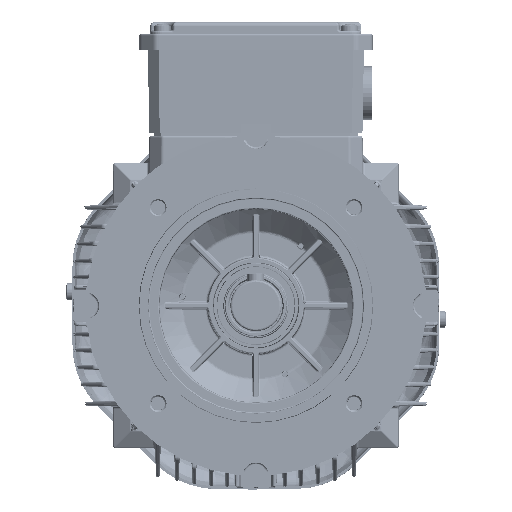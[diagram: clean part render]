
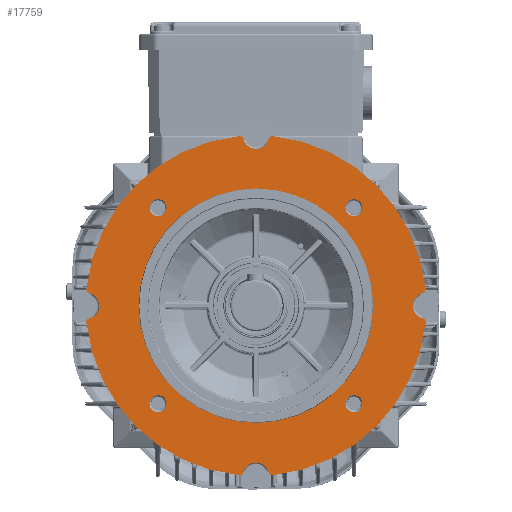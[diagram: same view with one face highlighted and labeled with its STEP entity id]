
A CAD part, left-side view. The second image highlights one B-rep face of the part: STEP entity #17759.
In plain terms, the highlighted planar face has unit normal (-1, 0, 0).
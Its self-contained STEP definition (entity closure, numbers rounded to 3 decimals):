
#17759=ADVANCED_FACE('',(#35073,#35074,#35075,#35076,#35077,#35078),#22774,
 .T.);
#22774=PLANE('',#95739);
#35073=FACE_BOUND('',#35856,.T.);
#35074=FACE_BOUND('',#35857,.T.);
#35075=FACE_BOUND('',#35858,.T.);
#35076=FACE_BOUND('',#35859,.T.);
#35077=FACE_BOUND('',#35860,.T.);
#35078=FACE_BOUND('',#35861,.T.);
#35856=EDGE_LOOP('',(#42384,#42385,#42386,#42387,#42388,#42389,#42390,#42391,
#42392,#42393,#42394,#42395,#42396,#42397,#42398,#42399));
#35857=EDGE_LOOP('',(#42400));
#35858=EDGE_LOOP('',(#42401));
#35859=EDGE_LOOP('',(#42402));
#35860=EDGE_LOOP('',(#42403));
#35861=EDGE_LOOP('',(#42404));
#42384=ORIENTED_EDGE('',*,*,#77718,.T.);
#42385=ORIENTED_EDGE('',*,*,#77719,.F.);
#42386=ORIENTED_EDGE('',*,*,#77720,.F.);
#42387=ORIENTED_EDGE('',*,*,#77721,.F.);
#42388=ORIENTED_EDGE('',*,*,#77722,.T.);
#42389=ORIENTED_EDGE('',*,*,#77723,.F.);
#42390=ORIENTED_EDGE('',*,*,#77724,.F.);
#42391=ORIENTED_EDGE('',*,*,#77725,.F.);
#42392=ORIENTED_EDGE('',*,*,#77726,.T.);
#42393=ORIENTED_EDGE('',*,*,#77727,.F.);
#42394=ORIENTED_EDGE('',*,*,#77728,.F.);
#42395=ORIENTED_EDGE('',*,*,#77729,.F.);
#42396=ORIENTED_EDGE('',*,*,#77730,.T.);
#42397=ORIENTED_EDGE('',*,*,#77731,.F.);
#42398=ORIENTED_EDGE('',*,*,#77732,.F.);
#42399=ORIENTED_EDGE('',*,*,#77733,.F.);
#42400=ORIENTED_EDGE('',*,*,#77734,.F.);
#42401=ORIENTED_EDGE('',*,*,#77735,.T.);
#42402=ORIENTED_EDGE('',*,*,#77736,.T.);
#42403=ORIENTED_EDGE('',*,*,#77737,.T.);
#42404=ORIENTED_EDGE('',*,*,#77738,.T.);
#67278=VERTEX_POINT('',#126319);
#67279=VERTEX_POINT('',#126320);
#67280=VERTEX_POINT('',#126322);
#67281=VERTEX_POINT('',#126324);
#67282=VERTEX_POINT('',#126326);
#67283=VERTEX_POINT('',#126328);
#67284=VERTEX_POINT('',#126330);
#67285=VERTEX_POINT('',#126332);
#67286=VERTEX_POINT('',#126334);
#67287=VERTEX_POINT('',#126336);
#67288=VERTEX_POINT('',#126338);
#67289=VERTEX_POINT('',#126340);
#67290=VERTEX_POINT('',#126342);
#67291=VERTEX_POINT('',#126344);
#67292=VERTEX_POINT('',#126346);
#67293=VERTEX_POINT('',#126348);
#67294=VERTEX_POINT('',#126351);
#67295=VERTEX_POINT('',#126353);
#67296=VERTEX_POINT('',#126355);
#67297=VERTEX_POINT('',#126357);
#67298=VERTEX_POINT('',#126359);
#77718=EDGE_CURVE('',#67278,#67279,#93050,.T.);
#77719=EDGE_CURVE('',#67280,#67279,#93051,.T.);
#77720=EDGE_CURVE('',#67281,#67280,#93052,.T.);
#77721=EDGE_CURVE('',#67282,#67281,#93053,.T.);
#77722=EDGE_CURVE('',#67282,#67283,#93054,.T.);
#77723=EDGE_CURVE('',#67284,#67283,#93055,.T.);
#77724=EDGE_CURVE('',#67285,#67284,#93056,.T.);
#77725=EDGE_CURVE('',#67286,#67285,#93057,.T.);
#77726=EDGE_CURVE('',#67286,#67287,#93058,.T.);
#77727=EDGE_CURVE('',#67288,#67287,#93059,.T.);
#77728=EDGE_CURVE('',#67289,#67288,#93060,.T.);
#77729=EDGE_CURVE('',#67290,#67289,#93061,.T.);
#77730=EDGE_CURVE('',#67290,#67291,#93062,.T.);
#77731=EDGE_CURVE('',#67292,#67291,#93063,.T.);
#77732=EDGE_CURVE('',#67293,#67292,#93064,.T.);
#77733=EDGE_CURVE('',#67278,#67293,#93065,.T.);
#77734=EDGE_CURVE('',#67294,#67294,#93066,.T.);
#77735=EDGE_CURVE('',#67295,#67295,#93067,.T.);
#77736=EDGE_CURVE('',#67296,#67296,#93068,.T.);
#77737=EDGE_CURVE('',#67297,#67297,#93069,.T.);
#77738=EDGE_CURVE('',#67298,#67298,#93070,.T.);
#93050=CIRCLE('',#95718,6.104);
#93051=CIRCLE('',#95719,2.);
#93052=CIRCLE('',#95720,79.899);
#93053=CIRCLE('',#95721,2.);
#93054=CIRCLE('',#95722,6.104);
#93055=CIRCLE('',#95723,2.);
#93056=CIRCLE('',#95724,79.899);
#93057=CIRCLE('',#95725,2.);
#93058=CIRCLE('',#95726,6.104);
#93059=CIRCLE('',#95727,2.);
#93060=CIRCLE('',#95728,79.899);
#93061=CIRCLE('',#95729,2.);
#93062=CIRCLE('',#95730,6.104);
#93063=CIRCLE('',#95731,2.);
#93064=CIRCLE('',#95732,79.899);
#93065=CIRCLE('',#95733,2.);
#93066=CIRCLE('',#95734,55.);
#93067=CIRCLE('',#95735,4.);
#93068=CIRCLE('',#95736,4.);
#93069=CIRCLE('',#95737,4.);
#93070=CIRCLE('',#95738,4.);
#95718=AXIS2_PLACEMENT_3D('',#126318,#104144,#104145);
#95719=AXIS2_PLACEMENT_3D('',#126321,#104146,#104147);
#95720=AXIS2_PLACEMENT_3D('',#126323,#104148,#104149);
#95721=AXIS2_PLACEMENT_3D('',#126325,#104150,#104151);
#95722=AXIS2_PLACEMENT_3D('',#126327,#104152,#104153);
#95723=AXIS2_PLACEMENT_3D('',#126329,#104154,#104155);
#95724=AXIS2_PLACEMENT_3D('',#126331,#104156,#104157);
#95725=AXIS2_PLACEMENT_3D('',#126333,#104158,#104159);
#95726=AXIS2_PLACEMENT_3D('',#126335,#104160,#104161);
#95727=AXIS2_PLACEMENT_3D('',#126337,#104162,#104163);
#95728=AXIS2_PLACEMENT_3D('',#126339,#104164,#104165);
#95729=AXIS2_PLACEMENT_3D('',#126341,#104166,#104167);
#95730=AXIS2_PLACEMENT_3D('',#126343,#104168,#104169);
#95731=AXIS2_PLACEMENT_3D('',#126345,#104170,#104171);
#95732=AXIS2_PLACEMENT_3D('',#126347,#104172,#104173);
#95733=AXIS2_PLACEMENT_3D('',#126349,#104174,#104175);
#95734=AXIS2_PLACEMENT_3D('',#126350,#104176,#104177);
#95735=AXIS2_PLACEMENT_3D('',#126352,#104178,#104179);
#95736=AXIS2_PLACEMENT_3D('',#126354,#104180,#104181);
#95737=AXIS2_PLACEMENT_3D('',#126356,#104182,#104183);
#95738=AXIS2_PLACEMENT_3D('',#126358,#104184,#104185);
#95739=AXIS2_PLACEMENT_3D('',#126360,#104186,#104187);
#104144=DIRECTION('',(1.,0.,0.));
#104145=DIRECTION('',(0.,0.,1.));
#104146=DIRECTION('',(1.,0.,0.));
#104147=DIRECTION('',(0.,0.,1.));
#104148=DIRECTION('',(1.,0.,0.));
#104149=DIRECTION('',(0.,0.,1.));
#104150=DIRECTION('',(1.,0.,0.));
#104151=DIRECTION('',(0.,0.,1.));
#104152=DIRECTION('',(1.,0.,0.));
#104153=DIRECTION('',(0.,0.,1.));
#104154=DIRECTION('',(1.,0.,0.));
#104155=DIRECTION('',(0.,0.,1.));
#104156=DIRECTION('',(1.,0.,0.));
#104157=DIRECTION('',(0.,0.,1.));
#104158=DIRECTION('',(1.,0.,0.));
#104159=DIRECTION('',(0.,0.,1.));
#104160=DIRECTION('',(1.,0.,0.));
#104161=DIRECTION('',(0.,0.,1.));
#104162=DIRECTION('',(1.,0.,0.));
#104163=DIRECTION('',(0.,0.,1.));
#104164=DIRECTION('',(1.,0.,0.));
#104165=DIRECTION('',(0.,0.,1.));
#104166=DIRECTION('',(1.,0.,0.));
#104167=DIRECTION('',(0.,0.,1.));
#104168=DIRECTION('',(1.,0.,0.));
#104169=DIRECTION('',(0.,0.,1.));
#104170=DIRECTION('',(1.,0.,0.));
#104171=DIRECTION('',(0.,0.,1.));
#104172=DIRECTION('',(1.,0.,0.));
#104173=DIRECTION('',(0.,0.,1.));
#104174=DIRECTION('',(1.,0.,0.));
#104175=DIRECTION('',(0.,0.,1.));
#104176=DIRECTION('',(-1.,0.,0.));
#104177=DIRECTION('',(0.,0.,-1.));
#104178=DIRECTION('',(1.,0.,0.));
#104179=DIRECTION('',(0.,0.,1.));
#104180=DIRECTION('',(1.,0.,0.));
#104181=DIRECTION('',(0.,0.,1.));
#104182=DIRECTION('',(1.,0.,0.));
#104183=DIRECTION('',(0.,0.,1.));
#104184=DIRECTION('',(1.,0.,0.));
#104185=DIRECTION('',(0.,0.,1.));
#104186=DIRECTION('',(-1.,0.,0.));
#104187=DIRECTION('',(0.,0.,1.));
#126318=CARTESIAN_POINT('',(-27.,-79.727,-0.034));
#126319=CARTESIAN_POINT('',(-27.,-78.167,-5.936));
#126320=CARTESIAN_POINT('',(-27.,-78.167,5.867));
#126321=CARTESIAN_POINT('',(-27.,-77.656,7.801));
#126322=CARTESIAN_POINT('',(-27.,-79.474,8.634));
#126323=CARTESIAN_POINT('',(-27.,-0.047,-0.035));
#126324=CARTESIAN_POINT('',(-27.,-8.716,79.392));
#126325=CARTESIAN_POINT('',(-27.,-7.882,77.574));
#126326=CARTESIAN_POINT('',(-27.,-5.949,78.085));
#126327=CARTESIAN_POINT('',(-27.,-0.047,79.645));
#126328=CARTESIAN_POINT('',(-27.,5.854,78.085));
#126329=CARTESIAN_POINT('',(-27.,7.788,77.574));
#126330=CARTESIAN_POINT('',(-27.,8.621,79.392));
#126331=CARTESIAN_POINT('',(-27.,-0.047,-0.035));
#126332=CARTESIAN_POINT('',(-27.,79.38,8.633));
#126333=CARTESIAN_POINT('',(-27.,77.561,7.8));
#126334=CARTESIAN_POINT('',(-27.,78.073,5.866));
#126335=CARTESIAN_POINT('',(-27.,79.632,-0.035));
#126336=CARTESIAN_POINT('',(-27.,78.073,-5.937));
#126337=CARTESIAN_POINT('',(-27.,77.561,-7.87));
#126338=CARTESIAN_POINT('',(-27.,79.38,-8.704));
#126339=CARTESIAN_POINT('',(-27.,-0.047,-0.035));
#126340=CARTESIAN_POINT('',(-27.,8.621,-79.462));
#126341=CARTESIAN_POINT('',(-27.,7.787,-77.644));
#126342=CARTESIAN_POINT('',(-27.,5.854,-78.155));
#126343=CARTESIAN_POINT('',(-27.,-0.048,-79.715));
#126344=CARTESIAN_POINT('',(-27.,-5.949,-78.155));
#126345=CARTESIAN_POINT('',(-27.,-7.883,-77.644));
#126346=CARTESIAN_POINT('',(-27.,-8.716,-79.462));
#126347=CARTESIAN_POINT('',(-27.,-0.047,-0.035));
#126348=CARTESIAN_POINT('',(-27.,-79.474,-8.703));
#126349=CARTESIAN_POINT('',(-27.,-77.656,-7.87));
#126350=CARTESIAN_POINT('',(-27.,-0.047,-0.035));
#126351=CARTESIAN_POINT('',(-27.,-0.047,-55.035));
#126352=CARTESIAN_POINT('',(-27.,45.921,-45.997));
#126353=CARTESIAN_POINT('',(-27.,45.921,-41.997));
#126354=CARTESIAN_POINT('',(-27.,-46.01,-46.003));
#126355=CARTESIAN_POINT('',(-27.,-46.01,-42.003));
#126356=CARTESIAN_POINT('',(-27.,45.915,45.934));
#126357=CARTESIAN_POINT('',(-27.,45.915,49.934));
#126358=CARTESIAN_POINT('',(-27.,-46.016,45.927));
#126359=CARTESIAN_POINT('',(-27.,-46.016,49.927));
#126360=CARTESIAN_POINT('',(-27.,-0.047,-0.035));
